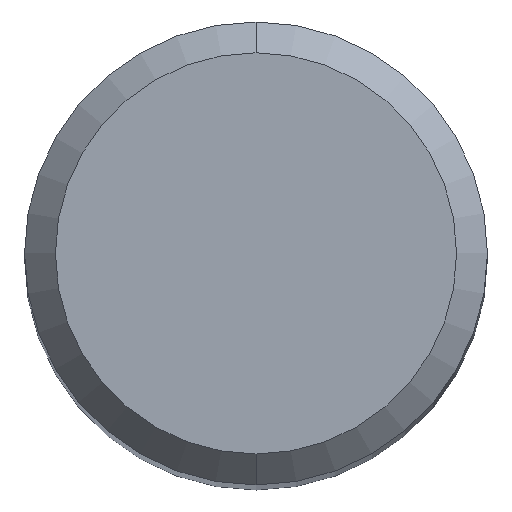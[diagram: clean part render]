
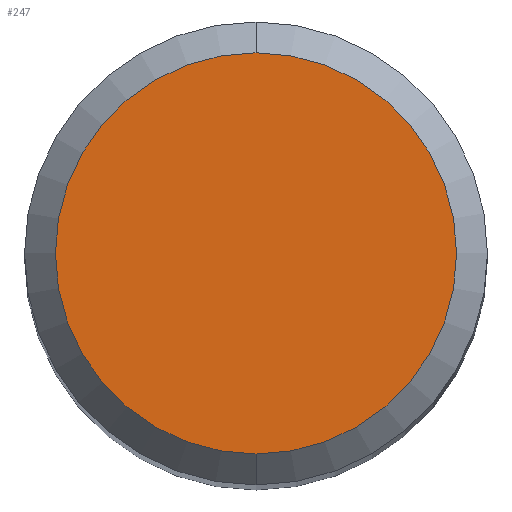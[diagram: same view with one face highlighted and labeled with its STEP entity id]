
A CAD part, top view. The second image highlights one B-rep face of the part: STEP entity #247.
In plain terms, the highlighted planar face has unit normal (0, 0, 1).
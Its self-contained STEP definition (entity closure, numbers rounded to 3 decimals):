
#219=EDGE_CURVE('',#427,#369,#531,.T.);
#247=ADVANCED_FACE('',(#559),#560,.T.);
#277=EDGE_CURVE('',#369,#427,#593,.T.);
#369=VERTEX_POINT('',#692);
#427=VERTEX_POINT('',#761);
#531=CIRCLE('',#910,2.6);
#559=FACE_OUTER_BOUND('',#962,.T.);
#560=PLANE('',#963);
#593=CIRCLE('',#1008,2.6);
#692=CARTESIAN_POINT('',(0.,-2.6,0.0));
#761=CARTESIAN_POINT('',(0.0,2.6,0.0));
#910=AXIS2_PLACEMENT_3D('',#1496,#1497,#1498);
#962=EDGE_LOOP('',(#1514,#1515));
#963=AXIS2_PLACEMENT_3D('',#1516,#1517,#1518);
#1008=AXIS2_PLACEMENT_3D('',#1547,#1548,#1549);
#1496=CARTESIAN_POINT('',(0.0,0.0,0.0));
#1497=DIRECTION('',(0.0,0.0,-1.0));
#1498=DIRECTION('',(0.0,1.0,0.0));
#1514=ORIENTED_EDGE('',*,*,#219,.F.);
#1515=ORIENTED_EDGE('',*,*,#277,.F.);
#1516=CARTESIAN_POINT('',(0.0,1.3,0.0));
#1517=DIRECTION('',(-0.0,0.0,1.0));
#1518=DIRECTION('',(0.0,-1.0,0.0));
#1547=CARTESIAN_POINT('',(0.0,0.0,0.0));
#1548=DIRECTION('',(0.0,0.0,-1.0));
#1549=DIRECTION('',(0.0,1.0,0.0));
